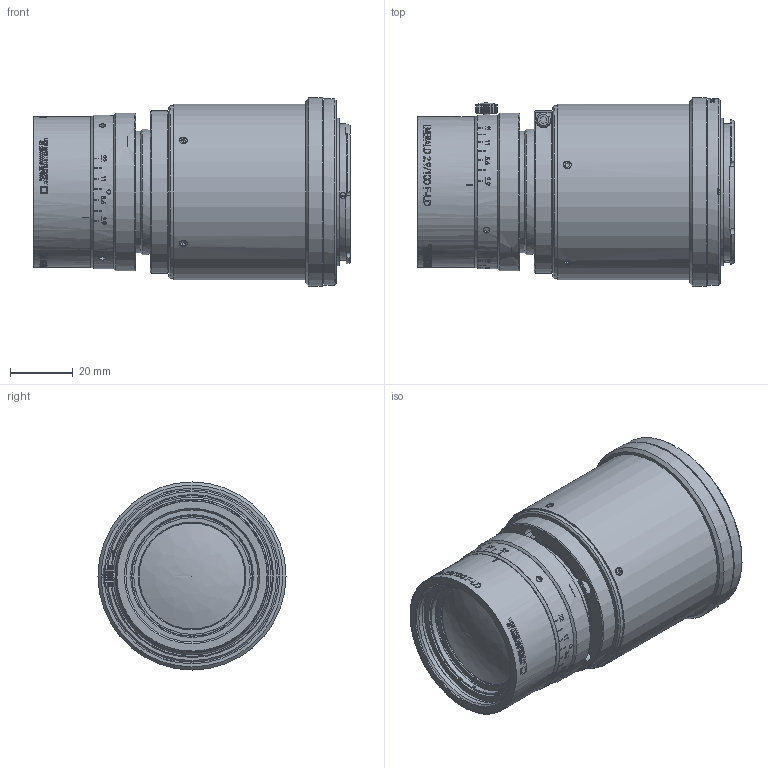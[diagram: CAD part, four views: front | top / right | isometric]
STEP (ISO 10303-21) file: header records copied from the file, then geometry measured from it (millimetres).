
FILE_DESCRIPTION(/* description */ (''),/* implementation_level */ '2;1');
FILE_NAME(/* name */ '1070506_00156063_002.stp',/* time_stamp */ '2021-12-13T13:57:02+01:00',/* author */ (''),/* organization */ (''),/* preprocessor_version */ 'ST-DEVELOPER v16',/* originating_system */ 'SIEMENS PLM Software NX 10.0',/* authorisation */ '');
FILE_SCHEMA (('AP203_CONFIGURATION_CONTROLLED_3D_DESIGN_OF_MECHANICAL_PARTS_AND_ASSEMBLIES_MIM_LF { 1 0 10303 403 2 1 2}'));
Length unit declared in the file: millimetre
Products named in the file (1): Froe79D874911jo0
Bounding box: 101.05 x 60 x 60 mm (x, y, z)
Volume: 138883.6 mm3; surface area: 47621.2 mm2
Topology: 1 solids, 20 shells, 1005 faces, 3088 edges, 2310 vertices
Faces by surface type: plane 483, cylinder 366, cone 120, bspline 19, torus 16, sphere 1
Full cylindrical faces by diameter (mm): 1.321 x8, 1.4 x1, 1.5 x1, 1.7 x10, 1.8 x6, 1.9 x4, 2 x2, 2.05 x4, 2.5 x6, 2.7 x4, 2.8 x1, 3.1 x6, 31 x1, 32.173 x1, 32.2 x1, 33 x1, 33.1 x1, 33.8 x1, 34.2 x1, 36.4 x1, 37.2 x1, 38 x1, 38.3 x1, 38.46 x1, 38.72 x1, 39.2 x1, 39.456 x1, 40 x2, 41 x9, 41.431 x1
Entity records: 38261 total; most frequent: CARTESIAN_POINT 12856, ORIENTED_EDGE 5555, DIRECTION 4369, EDGE_CURVE 2804, VERTEX_POINT 2231, AXIS2_PLACEMENT_3D 1710, EDGE_LOOP 1434, B_SPLINE_CURVE_WITH_KNOTS 1094
